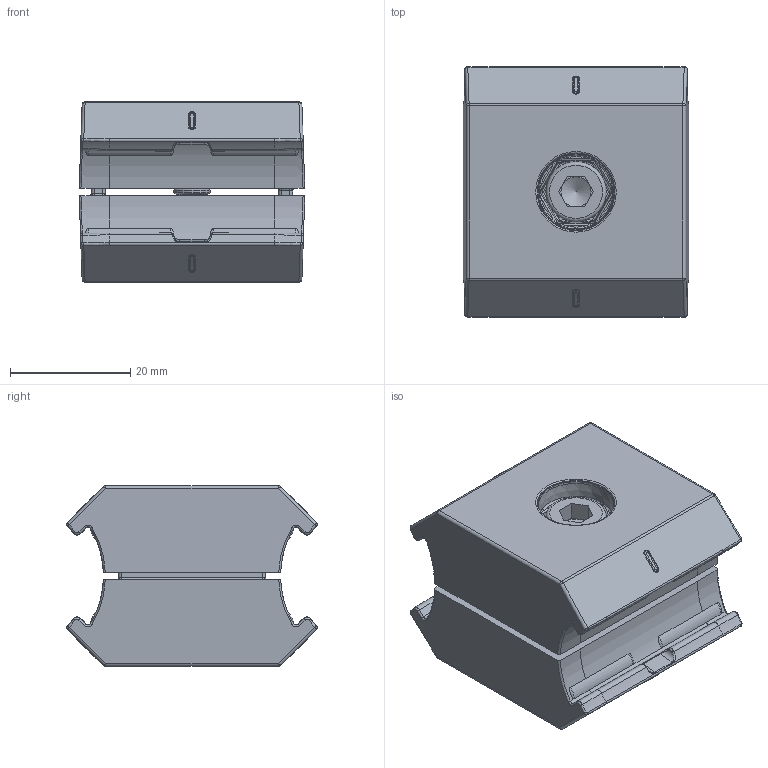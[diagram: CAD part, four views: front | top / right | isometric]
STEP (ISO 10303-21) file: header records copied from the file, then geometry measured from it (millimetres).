
FILE_DESCRIPTION(/* description */ ('KriTec Parallelverbinder D30-60'),/* implementation_level */ '2;1');
FILE_NAME(/* name */ '22125_KriTec_Parallelverbinder_D30-60.stp',/* time_stamp */ '2021-04-07T11:50:22+02:00',/* author */ ('jendrek'),/* organization */ (''),/* preprocessor_version */ 'ST-DEVELOPER v17',/* originating_system */ 'Autodesk Inventor 2018',/* authorisation */ '');
FILE_SCHEMA (('AUTOMOTIVE_DESIGN { 1 0 10303 214 3 1 1 }'));
Length unit declared in the file: millimetre
Products named in the file (4): 22125; 2; 4iso10511m06m_4iso10511m06m; 099RV30PR02_099RV30PR02
Assembly tree (4 placements, depth 2):
  22125
    099RV30PR02_099RV30PR02  x2
    2
    4iso10511m06m_4iso10511m06m
Bounding box: 37.5 x 41.67 x 30 mm (x, y, z)
Volume: 27054.7 mm3; surface area: 16128 mm2
Topology: 4 solids, 4 shells, 1139 faces, 2636 edges, 1529 vertices
Faces by surface type: bspline 376, cylinder 308, plane 154, torus 119, sphere 92, cone 90
Full cylindrical faces by diameter (mm): 5 x1, 6 x20, 7.143 x1, 10 x2
Entity records: 23316 total; most frequent: CARTESIAN_POINT 9654, ORIENTED_EDGE 2916, DIRECTION 2896, EDGE_CURVE 1458, AXIS2_PLACEMENT_3D 1257, VERTEX_POINT 858, CIRCLE 715, EDGE_LOOP 642
